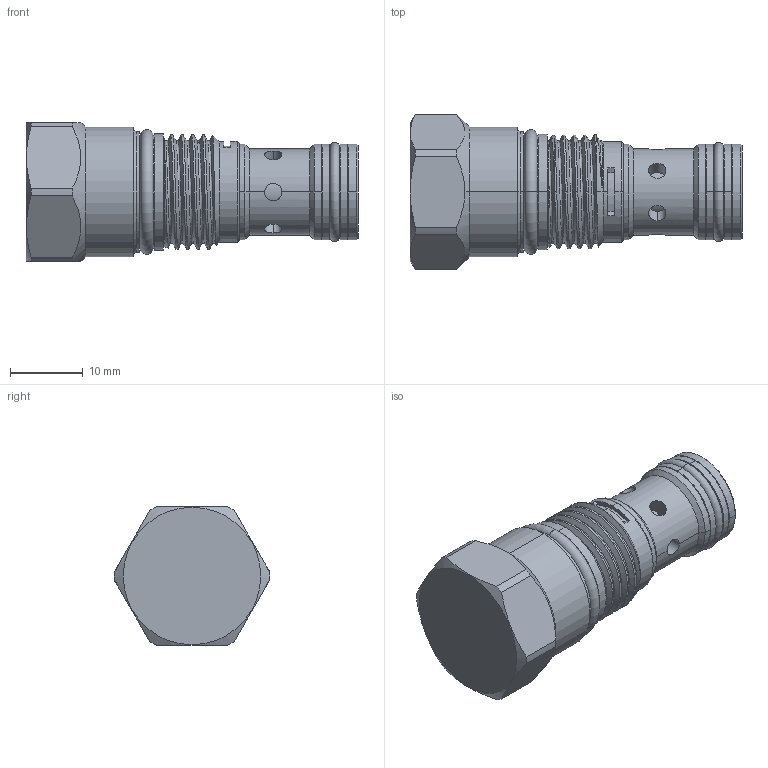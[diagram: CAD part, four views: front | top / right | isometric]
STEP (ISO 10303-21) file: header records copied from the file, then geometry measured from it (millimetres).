
FILE_DESCRIPTION (( 'STEP AP203' ), '1' );
FILE_NAME ('NV162A2F-N.STEP', '2023-11-22T01:30:09', ( '' ), ( '' ), 'SwSTEP 2.0', 'SolidWorks 2018', '' );
FILE_SCHEMA (( 'CONFIG_CONTROL_DESIGN' ));
Length unit declared in the file: millimetre
Products named in the file (1): NV162A2F-N
Bounding box: 45.65 x 21.4 x 19.05 mm (x, y, z)
Volume: 8673.9 mm3; surface area: 3441 mm2
Topology: 1 solids, 1 shells, 120 faces, 273 edges, 172 vertices
Faces by surface type: cylinder 70, plane 23, cone 20, torus 4, bspline 3
Entity records: 5230 total; most frequent: CARTESIAN_POINT 2526, DIRECTION 548, ORIENTED_EDGE 546, EDGE_CURVE 273, AXIS2_PLACEMENT_3D 228, VERTEX_POINT 172, EDGE_LOOP 137, ADVANCED_FACE 120
